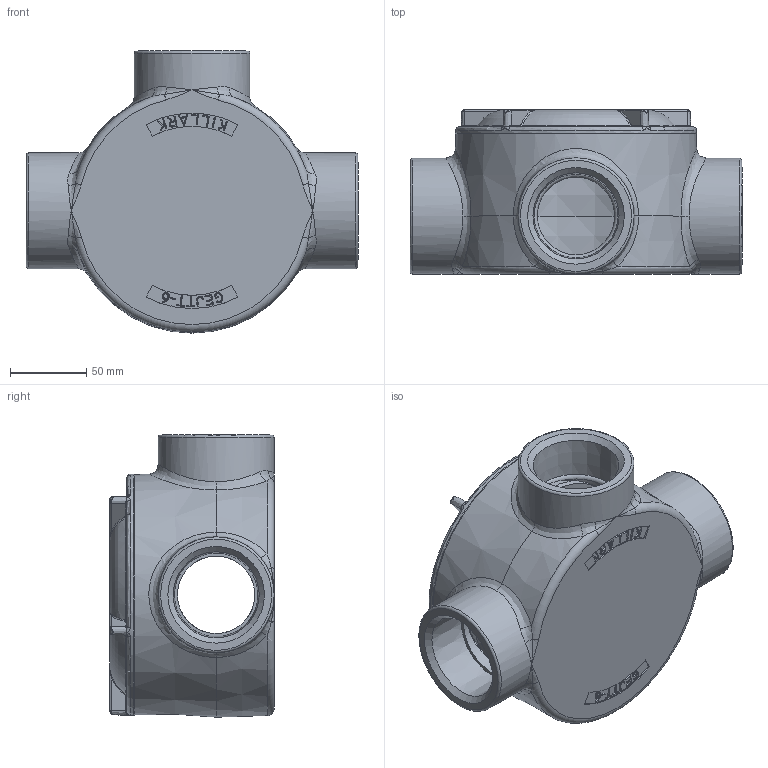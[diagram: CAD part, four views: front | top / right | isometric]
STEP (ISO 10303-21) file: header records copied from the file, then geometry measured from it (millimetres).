
FILE_DESCRIPTION(/* description */ (''),/* implementation_level */ '2;1');
FILE_NAME(/* name */ 'KIL_GEJTT-6.stp',/* time_stamp */ '2021-05-10T20:53:52+05:00',/* author */ ('lsugumaran'),/* organization */ (''),/* preprocessor_version */ 'ST-DEVELOPER v18',/* originating_system */ 'Autodesk Inventor 2020',/* authorisation */ '');
FILE_SCHEMA (('AUTOMOTIVE_DESIGN { 1 0 10303 214 3 1 1 }'));
Length unit declared in the file: inch
Products named in the file (4): GEJET-5; 0071701M; 17805ABAM; 15722VANB
Assembly tree (3 placements, depth 2):
  GEJET-5
    0071701M
    17805ABAM
    15722VANB
Bounding box: 218.28 x 107.95 x 185.6 mm (x, y, z)
Volume: 877363.1 mm3; surface area: 228361 mm2
Topology: 3 solids, 3 shells, 5305 faces, 14531 edges, 9623 vertices
Faces by surface type: plane 2881, bspline 2220, cylinder 114, cone 50, torus 38, sphere 2
Full cylindrical faces by diameter (mm): 3.302 x1, 4.978 x1, 5.714 x1, 7.012 x1, 9.38 x1, 9.458 x1, 50.902 x2, 76.2 x3, 134.234 x1, 136.474 x1, 137.998 x1, 144.45 x1
Entity records: 218544 total; most frequent: CARTESIAN_POINT 95894, ORIENTED_EDGE 28988, DIRECTION 16331, EDGE_CURVE 14494, VERTEX_POINT 9623, LINE 9151, VECTOR 9151, EDGE_LOOP 5743
